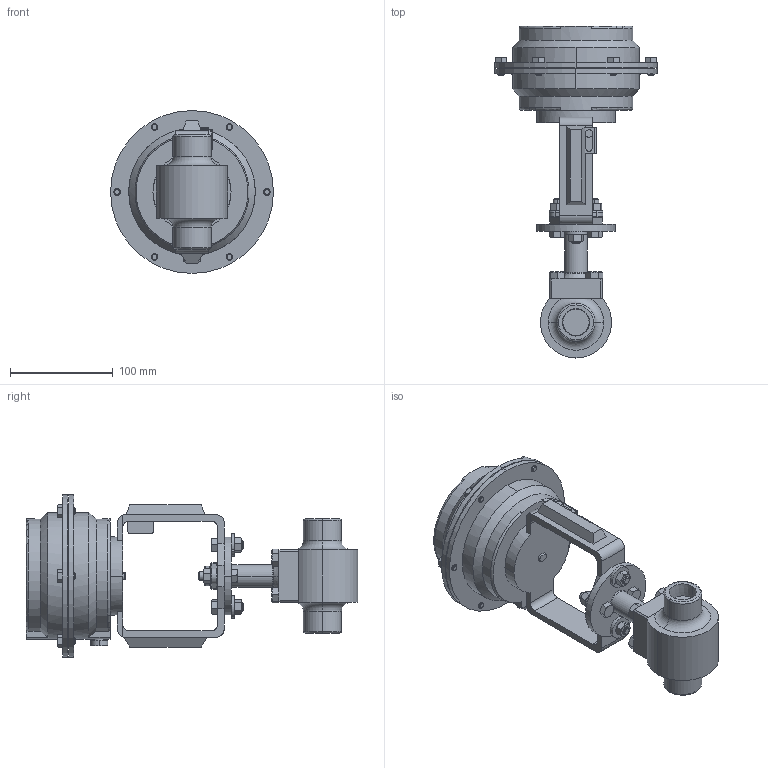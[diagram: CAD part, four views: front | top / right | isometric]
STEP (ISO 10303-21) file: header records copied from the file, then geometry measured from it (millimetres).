
FILE_DESCRIPTION (( 'STEP AP203' ), '1' );
FILE_NAME ('708-075-CB+HC+SB+A2-PT-14M.STEP', '2017-09-13T17:58:49', ( '' ), ( '' ), 'SwSTEP 2.0', 'SolidWorks 2014', '' );
FILE_SCHEMA (( 'CONFIG_CONTROL_DESIGN' ));
Length unit declared in the file: inch
Products named in the file (1): 708-075-CB+HC+SB+A2-PT-14M
Bounding box: 158.75 x 323.48 x 158.75 mm (x, y, z)
Volume: 1497100.7 mm3; surface area: 156117.8 mm2
Topology: 1 solids, 1 shells, 665 faces, 1620 edges, 1008 vertices
Faces by surface type: plane 296, cone 165, cylinder 112, bspline 60, torus 32
Entity records: 26968 total; most frequent: CARTESIAN_POINT 11977, ORIENTED_EDGE 3240, DIRECTION 2854, EDGE_CURVE 1620, AXIS2_PLACEMENT_3D 1060, VERTEX_POINT 1008, VECTOR 734, LINE 734
